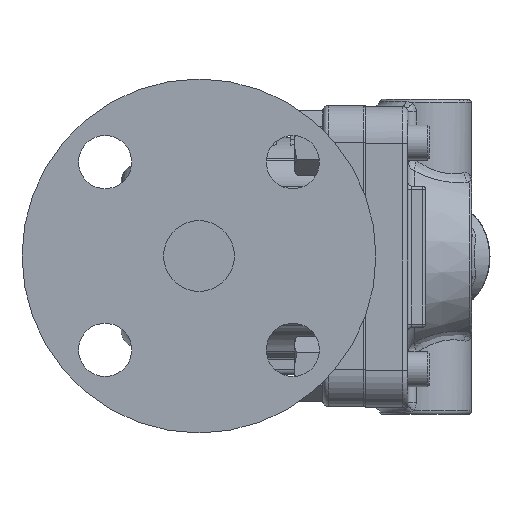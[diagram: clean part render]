
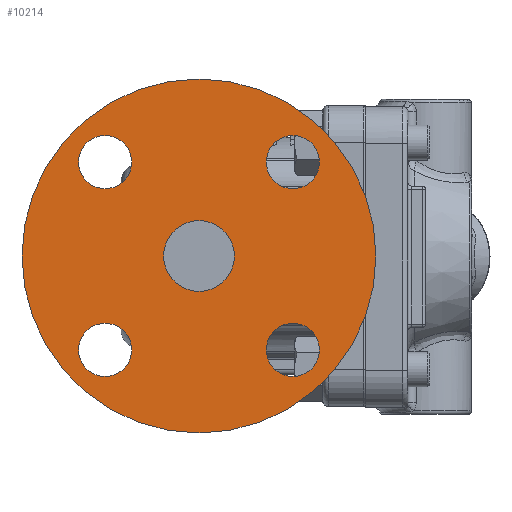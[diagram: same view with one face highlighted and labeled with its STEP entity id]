
A CAD part, left-side view. The second image highlights one B-rep face of the part: STEP entity #10214.
In plain terms, the highlighted planar face has unit normal (-1, 0, 0).
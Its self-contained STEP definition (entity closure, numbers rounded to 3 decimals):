
#753=FACE_BOUND('',#3330,.T.);
#754=FACE_BOUND('',#3331,.T.);
#755=FACE_BOUND('',#3332,.T.);
#756=FACE_BOUND('',#3333,.T.);
#757=FACE_BOUND('',#3334,.T.);
#2672=FACE_OUTER_BOUND('',#3329,.T.);
#3329=EDGE_LOOP('',(#9296));
#3330=EDGE_LOOP('',(#9297));
#3331=EDGE_LOOP('',(#9298));
#3332=EDGE_LOOP('',(#9299));
#3333=EDGE_LOOP('',(#9300));
#3334=EDGE_LOOP('',(#9301));
#3825=CIRCLE('',#11270,50.);
#3826=CIRCLE('',#11271,10.);
#3827=CIRCLE('',#11272,7.5);
#3828=CIRCLE('',#11273,7.5);
#3829=CIRCLE('',#11274,7.5);
#3830=CIRCLE('',#11275,7.5);
#4768=VERTEX_POINT('',#22952);
#4769=VERTEX_POINT('',#22954);
#4770=VERTEX_POINT('',#22956);
#4771=VERTEX_POINT('',#22958);
#4772=VERTEX_POINT('',#22960);
#4773=VERTEX_POINT('',#22962);
#6283=EDGE_CURVE('',#4768,#4768,#3825,.T.);
#6284=EDGE_CURVE('',#4769,#4769,#3826,.T.);
#6285=EDGE_CURVE('',#4770,#4770,#3827,.T.);
#6286=EDGE_CURVE('',#4771,#4771,#3828,.T.);
#6287=EDGE_CURVE('',#4772,#4772,#3829,.T.);
#6288=EDGE_CURVE('',#4773,#4773,#3830,.T.);
#9296=ORIENTED_EDGE('',*,*,#6283,.F.);
#9297=ORIENTED_EDGE('',*,*,#6284,.T.);
#9298=ORIENTED_EDGE('',*,*,#6285,.T.);
#9299=ORIENTED_EDGE('',*,*,#6286,.T.);
#9300=ORIENTED_EDGE('',*,*,#6287,.T.);
#9301=ORIENTED_EDGE('',*,*,#6288,.T.);
#9604=PLANE('',#11269);
#10214=ADVANCED_FACE('',(#2672,#753,#754,#755,#756,#757),#9604,.F.);
#11269=AXIS2_PLACEMENT_3D('',#22951,#13860,#13861);
#11270=AXIS2_PLACEMENT_3D('',#22953,#13862,#13863);
#11271=AXIS2_PLACEMENT_3D('',#22955,#13864,#13865);
#11272=AXIS2_PLACEMENT_3D('',#22957,#13866,#13867);
#11273=AXIS2_PLACEMENT_3D('',#22959,#13868,#13869);
#11274=AXIS2_PLACEMENT_3D('',#22961,#13870,#13871);
#11275=AXIS2_PLACEMENT_3D('',#22963,#13872,#13873);
#13860=DIRECTION('center_axis',(1.,0.,0.));
#13861=DIRECTION('ref_axis',(0.,0.,-1.));
#13862=DIRECTION('center_axis',(1.,0.,0.));
#13863=DIRECTION('ref_axis',(0.,0.,-1.));
#13864=DIRECTION('center_axis',(1.,0.,0.));
#13865=DIRECTION('ref_axis',(0.,0.,1.));
#13866=DIRECTION('center_axis',(1.,0.,0.));
#13867=DIRECTION('ref_axis',(0.,1.,0.));
#13868=DIRECTION('center_axis',(1.,0.,0.));
#13869=DIRECTION('ref_axis',(0.,0.,-1.));
#13870=DIRECTION('center_axis',(1.,0.,0.));
#13871=DIRECTION('ref_axis',(0.,-1.,0.));
#13872=DIRECTION('center_axis',(1.,0.,0.));
#13873=DIRECTION('ref_axis',(0.,0.,1.));
#22951=CARTESIAN_POINT('Origin',(-103.521,12.405,0.));
#22952=CARTESIAN_POINT('',(-103.521,12.405,50.));
#22953=CARTESIAN_POINT('Origin',(-103.521,12.405,0.));
#22954=CARTESIAN_POINT('',(-103.521,12.405,-10.));
#22955=CARTESIAN_POINT('Origin',(-103.521,12.405,0.));
#22956=CARTESIAN_POINT('',(-103.521,-21.612,-26.517));
#22957=CARTESIAN_POINT('Origin',(-103.521,-14.112,-26.517));
#22958=CARTESIAN_POINT('',(-103.521,-14.112,34.017));
#22959=CARTESIAN_POINT('Origin',(-103.521,-14.112,26.517));
#22960=CARTESIAN_POINT('',(-103.521,46.421,26.517));
#22961=CARTESIAN_POINT('Origin',(-103.521,38.921,26.517));
#22962=CARTESIAN_POINT('',(-103.521,38.921,-34.017));
#22963=CARTESIAN_POINT('Origin',(-103.521,38.921,-26.517));
